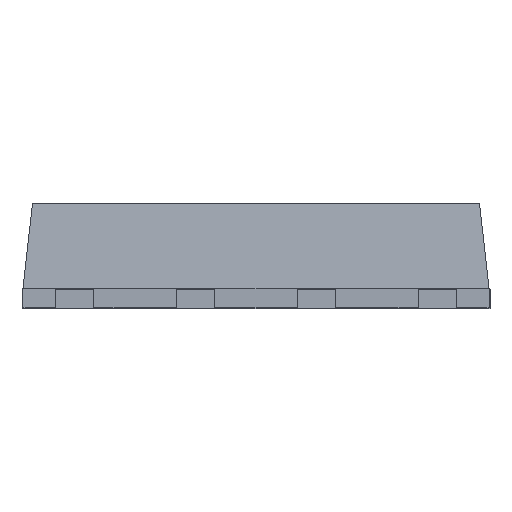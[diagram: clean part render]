
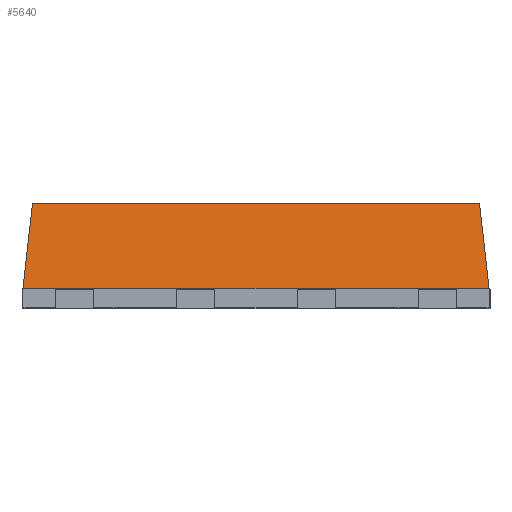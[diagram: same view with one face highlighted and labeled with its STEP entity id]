
A CAD part, front view. The second image highlights one B-rep face of the part: STEP entity #5640.
In plain terms, the highlighted planar face has unit normal (0, -0.994, 0.11).
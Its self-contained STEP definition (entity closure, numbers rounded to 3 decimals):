
#467=FACE_OUTER_BOUND('',#787,.T.);
#787=EDGE_LOOP('',(#4307,#4308,#4309,#4310));
#1097=LINE('',#7662,#1725);
#1191=LINE('',#8145,#1819);
#1323=LINE('',#8420,#1951);
#1324=LINE('',#8422,#1952);
#1725=VECTOR('',#6369,1.);
#1819=VECTOR('',#6533,1.);
#1951=VECTOR('',#6781,1.);
#1952=VECTOR('',#6784,1.);
#2338=VERTEX_POINT('',#7660);
#2339=VERTEX_POINT('',#7661);
#2509=VERTEX_POINT('',#8141);
#2511=VERTEX_POINT('',#8144);
#2923=EDGE_CURVE('',#2338,#2339,#1097,.T.);
#3095=EDGE_CURVE('',#2509,#2511,#1191,.T.);
#3235=EDGE_CURVE('',#2338,#2511,#1323,.T.);
#3236=EDGE_CURVE('',#2339,#2509,#1324,.T.);
#4307=ORIENTED_EDGE('',*,*,#3235,.T.);
#4308=ORIENTED_EDGE('',*,*,#3095,.F.);
#4309=ORIENTED_EDGE('',*,*,#3236,.F.);
#4310=ORIENTED_EDGE('',*,*,#2923,.F.);
#5432=PLANE('',#6015);
#5640=ADVANCED_FACE('',(#467),#5432,.F.);
#6015=AXIS2_PLACEMENT_3D('',#8421,#6782,#6783);
#6369=DIRECTION('',(1.,0.,0.));
#6533=DIRECTION('',(-1.,0.,0.));
#6781=DIRECTION('',(-0.11,-0.11,-0.988));
#6782=DIRECTION('center_axis',(0.,0.994,-0.11));
#6783=DIRECTION('ref_axis',(1.,0.,0.));
#6784=DIRECTION('',(0.11,-0.11,-0.988));
#7660=CARTESIAN_POINT('',(-2.35,-1.875,1.11));
#7661=CARTESIAN_POINT('',(2.35,-1.875,1.11));
#7662=CARTESIAN_POINT('',(0.,-1.875,1.11));
#8141=CARTESIAN_POINT('',(2.45,-1.975,0.21));
#8144=CARTESIAN_POINT('',(-2.45,-1.975,0.21));
#8145=CARTESIAN_POINT('',(2.45,-1.975,0.21));
#8420=CARTESIAN_POINT('',(-2.322,-1.847,1.365));
#8421=CARTESIAN_POINT('Origin',(0.,-1.875,1.11));
#8422=CARTESIAN_POINT('',(2.322,-1.847,1.365));
